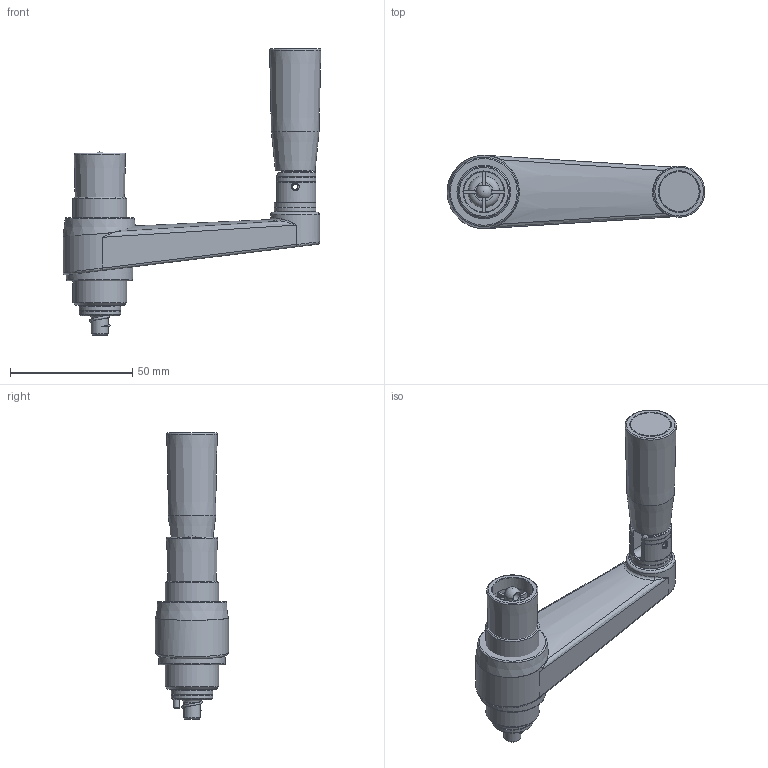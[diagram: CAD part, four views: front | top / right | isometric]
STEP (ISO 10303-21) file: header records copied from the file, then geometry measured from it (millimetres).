
FILE_DESCRIPTION( ( 'Unknown' ), '1' );
FILE_NAME( '6384130_MH080-PGR.stp', 'Unknown', ( 'Unknown' ), ( 'Unknown' ), 'XStep 1.0', 'Unknown', ' ' );
FILE_SCHEMA( ( 'CONFIG_CONTROL_DESIGN' ) );
Length unit declared in the file: millimetre
Products named in the file (12): Assem1; 8700290; 1833030; 1803030; 1833024; 1831061; 1839130; 1849007; 1831040; 8900186; 1831092; 1839400
Bounding box: 105.49 x 29.95 x 117.2 mm (x, y, z)
Volume: 96135.4 mm3; surface area: 65291.1 mm2
Topology: 22 solids, 22 shells, 768 faces, 1952 edges, 1250 vertices
Faces by surface type: plane 304, cylinder 284, cone 72, bspline 70, torus 36, sphere 2
Full cylindrical faces by diameter (mm): 2.5 x4, 3.2 x4, 3.5 x2, 4 x2, 4.134 x2, 5.5 x2, 6.39 x2, 6.4 x2, 6.5 x2, 7 x4, 8.2 x4, 9 x4, 10 x4, 10.7 x2, 10.75 x2, 12 x2, 12.85 x2, 16.7 x2, 16.708 x2, 17 x4, 19 x2, 20 x2, 22 x6, 24 x4, 27.306 x2
Entity records: 16319 total; most frequent: CARTESIAN_POINT 7121, DIRECTION 1764, ORIENTED_EDGE 1762, EDGE_CURVE 881, AXIS2_PLACEMENT_3D 710, VERTEX_POINT 602, EDGE_LOOP 482, FACE_OUTER_BOUND 430
